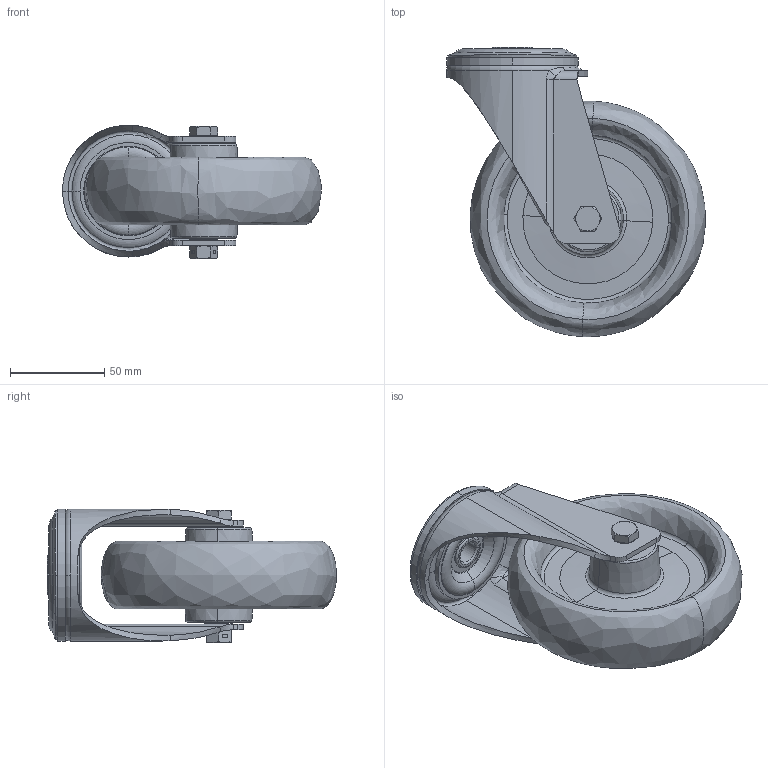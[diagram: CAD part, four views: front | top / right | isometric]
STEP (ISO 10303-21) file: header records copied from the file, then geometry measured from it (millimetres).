
FILE_DESCRIPTION (( 'STEP AP214' ), '1' );
FILE_NAME ('0056050.step', '2023-06-20T10:21:39', ( '' ), ( '' ), 'SwSTEP 2.0', 'SolidWorks 2020', '' );
FILE_SCHEMA (( 'AUTOMOTIVE_DESIGN' ));
Length unit declared in the file: millimetre
Products named in the file (1): 0056050
Bounding box: 137.42 x 153.47 x 71 mm (x, y, z)
Volume: 313772.9 mm3; surface area: 107451.3 mm2
Topology: 9 solids, 10 shells, 458 faces, 1060 edges, 652 vertices
Faces by surface type: plane 178, torus 84, cylinder 71, cone 66, bspline 59
Entity records: 21715 total; most frequent: CARTESIAN_POINT 6412, ORIENTED_EDGE 2120, DIRECTION 2048, EDGE_CURVE 1060, AXIS2_PLACEMENT_3D 782, VERTEX_POINT 652, EDGE_LOOP 510, VECTOR 484
